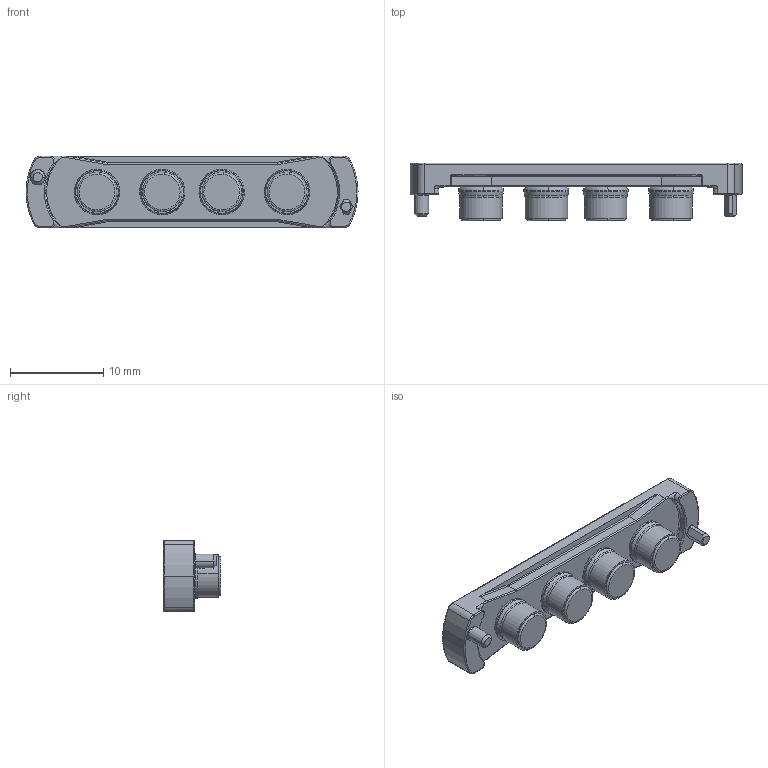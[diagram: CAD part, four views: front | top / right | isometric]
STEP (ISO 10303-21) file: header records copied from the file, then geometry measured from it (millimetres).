
FILE_DESCRIPTION (( 'STEP AP214' ), '1' );
FILE_NAME ('18376_18386_18370_18481-01-Input.STEP', '2012-08-16T14:58:59', ( 'Vicor User' ), ( 'Microsoft' ), 'SwSTEP 2.0', 'SolidWorks 2012', '' );
FILE_SCHEMA (( 'AUTOMOTIVE_DESIGN' ));
Length unit declared in the file: inch
Products named in the file (1): 18376_18386_18370_18481-01-Input
Bounding box: 35.52 x 6.17 x 7.62 mm (x, y, z)
Volume: 810.7 mm3; surface area: 1062.2 mm2
Topology: 1 solids, 1 shells, 525 faces, 1326 edges, 823 vertices
Faces by surface type: plane 260, bspline 219, cylinder 26, cone 20
Entity records: 29362 total; most frequent: CARTESIAN_POINT 11263, ORIENTED_EDGE 2652, DIRECTION 1740, EDGE_CURVE 1326, VERTEX_POINT 823, VECTOR 818, LINE 818, EDGE_LOOP 545
